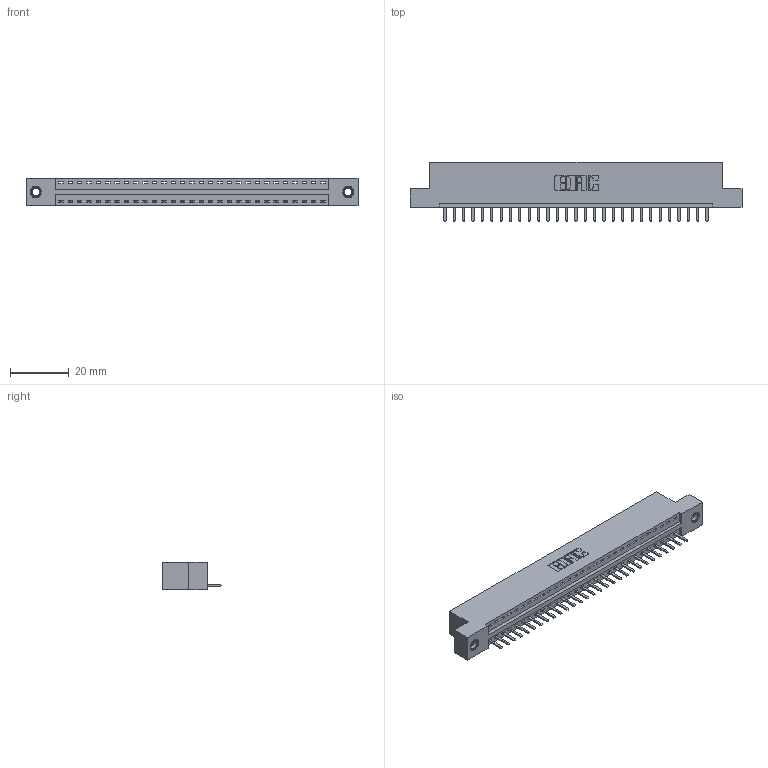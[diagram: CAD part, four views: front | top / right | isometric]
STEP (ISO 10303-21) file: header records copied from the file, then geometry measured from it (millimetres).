
FILE_DESCRIPTION (( 'STEP AP203' ), '1' );
FILE_NAME ('346-029-520-107.STEP', '2018-08-22T03:01:36', ( '' ), ( '' ), 'SwSTEP 2.0', 'SolidWorks 2016', '' );
FILE_SCHEMA (( 'CONFIG_CONTROL_DESIGN' ));
Length unit declared in the file: inch
Products named in the file (4): 346 Part_Flush Mounting Lugs - 0.156 Dia-TI; 345-292-001_345-293-120; 345-250-001_345-250-005-103; 346-029-520-107
Assembly tree (32 placements, depth 2):
  346-029-520-107
    346 Part_Flush Mounting Lugs - 0.156 Dia-TI
    345-292-001_345-293-120  x29
    345-250-001_345-250-005-103  x2
Bounding box: 112.65 x 20.02 x 9.4 mm (x, y, z)
Volume: 10596.5 mm3; surface area: 12860.2 mm2
Topology: 32 solids, 32 shells, 1980 faces, 5801 edges, 3782 vertices
Faces by surface type: plane 1326, cylinder 638, cone 12, torus 4
Entity records: 21048 total; most frequent: CARTESIAN_POINT 3606, ORIENTED_EDGE 3550, DIRECTION 3211, EDGE_CURVE 1775, LINE 1503, VECTOR 1503, VERTEX_POINT 1176, AXIS2_PLACEMENT_3D 854
